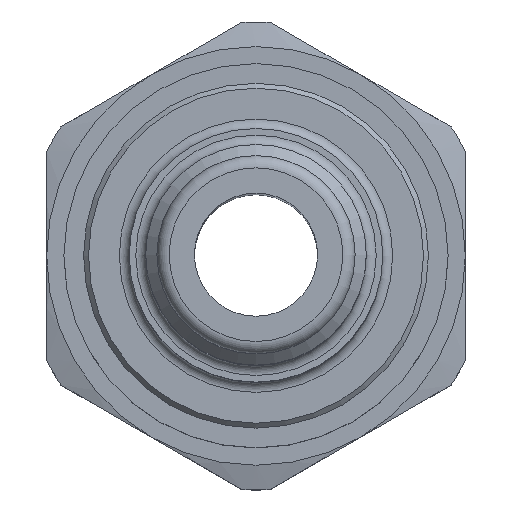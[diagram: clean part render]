
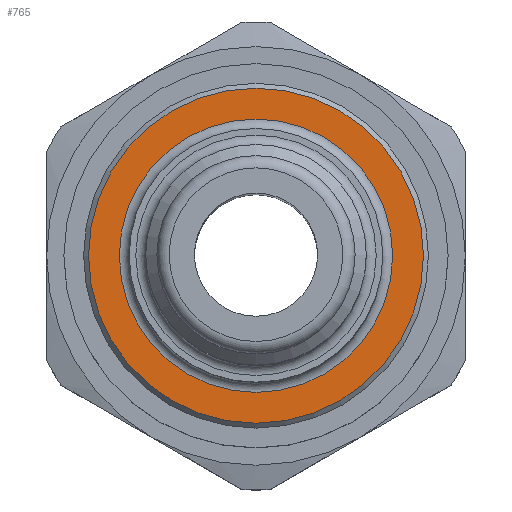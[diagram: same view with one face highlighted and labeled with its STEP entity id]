
A CAD part, top view. The second image highlights one B-rep face of the part: STEP entity #765.
In plain terms, the highlighted planar face has unit normal (0, 0, 1).
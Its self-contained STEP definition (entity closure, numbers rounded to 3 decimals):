
#87=PLANE('',#861);
#166=FACE_BOUND('',#285,.T.);
#218=FACE_OUTER_BOUND('',#284,.T.);
#284=EDGE_LOOP('',(#663));
#285=EDGE_LOOP('',(#664));
#362=CIRCLE('',#859,5.55);
#364=CIRCLE('',#862,6.8);
#428=VERTEX_POINT('',#1330);
#430=VERTEX_POINT('',#1335);
#516=EDGE_CURVE('',#428,#428,#362,.T.);
#518=EDGE_CURVE('',#430,#430,#364,.T.);
#663=ORIENTED_EDGE('',*,*,#518,.F.);
#664=ORIENTED_EDGE('',*,*,#516,.F.);
#765=ADVANCED_FACE('',(#218,#166),#87,.F.);
#859=AXIS2_PLACEMENT_3D('',#1331,#1047,#1048);
#861=AXIS2_PLACEMENT_3D('',#1334,#1051,#1052);
#862=AXIS2_PLACEMENT_3D('',#1336,#1053,#1054);
#1047=DIRECTION('center_axis',(0.,0.,1.));
#1048=DIRECTION('ref_axis',(0.,-1.,0.));
#1051=DIRECTION('center_axis',(0.,0.,-1.));
#1052=DIRECTION('ref_axis',(-1.,0.,0.));
#1053=DIRECTION('center_axis',(0.,0.,-1.));
#1054=DIRECTION('ref_axis',(0.,1.,0.));
#1330=CARTESIAN_POINT('',(-21.167,8.596,4.5));
#1331=CARTESIAN_POINT('Origin',(-21.167,3.046,4.5));
#1334=CARTESIAN_POINT('Origin',(-21.167,14.601,4.5));
#1335=CARTESIAN_POINT('',(-21.167,-3.754,4.5));
#1336=CARTESIAN_POINT('Origin',(-21.167,3.046,4.5));
